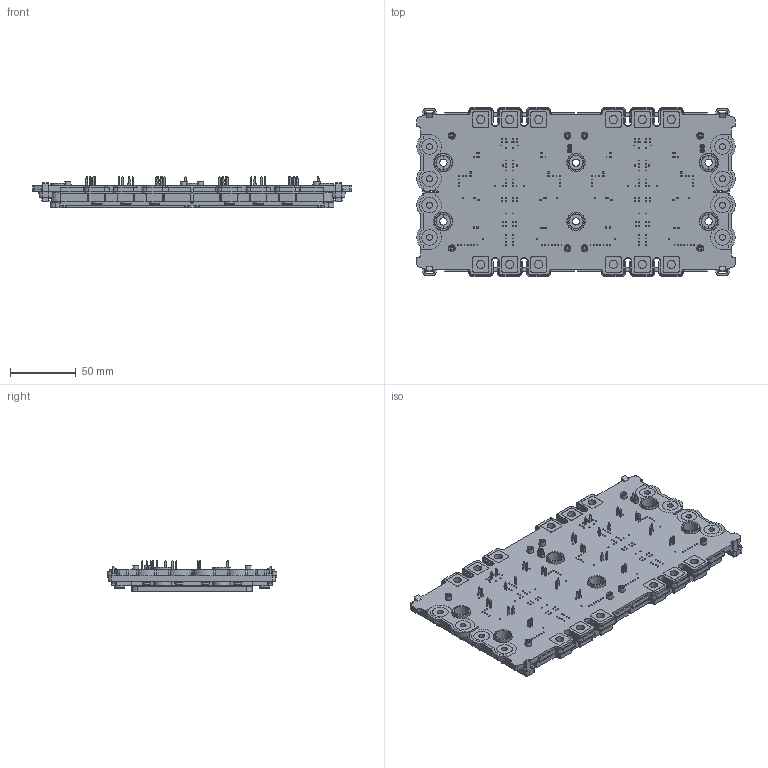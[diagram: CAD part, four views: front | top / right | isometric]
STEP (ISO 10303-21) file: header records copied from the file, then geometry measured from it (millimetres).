
FILE_DESCRIPTION( ( 'Unknown' ), '1' );
FILE_NAME( 'FSWB2-4T12Y-M800F-03.01-OL.stp', 'Unknown', ( 'Unknown' ), ( 'Unknown' ), 'PSStep 17.0.49', 'Unknown', ' ' );
FILE_SCHEMA( ( 'AUTOMOTIVE_DESIGN { 1 0 10303 214 1 1 1 1 }' ) );
Length unit declared in the file: millimetre
Products named in the file (1): 1
Bounding box: 242.5 x 129.15 x 23.98 mm (x, y, z)
Volume: 391439.4 mm3; surface area: 154327 mm2
Topology: 1 solids, 8 shells, 5018 faces, 13928 edges, 9174 vertices
Faces by surface type: plane 3490, cylinder 1142, cone 318, torus 32, bspline 32, sphere 4
Full cylindrical faces by diameter (mm): 2.3 x8, 2.6 x8, 3 x4, 4.5 x8, 5.2 x8, 5.5 x2, 6.2 x12, 11.8 x8, 14 x6
Entity records: 202090 total; most frequent: CARTESIAN_POINT 30977, ORIENTED_EDGE 27364, DIRECTION 26580, EDGE_CURVE 13682, LINE 10222, VECTOR 10222, VERTEX_POINT 9090, AXIS2_PLACEMENT_3D 8179
